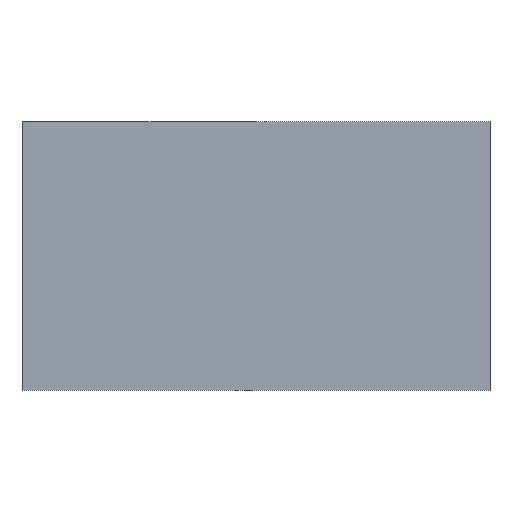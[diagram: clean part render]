
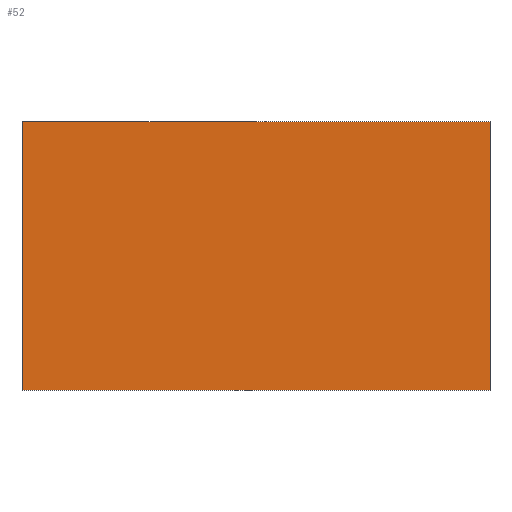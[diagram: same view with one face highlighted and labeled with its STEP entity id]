
A CAD part, front view. The second image highlights one B-rep face of the part: STEP entity #52.
In plain terms, the highlighted planar face has unit normal (0, -1, 0).
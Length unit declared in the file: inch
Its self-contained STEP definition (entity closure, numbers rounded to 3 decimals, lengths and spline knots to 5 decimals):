
#3 = VECTOR ( 'NONE', #5, 39.37008 ) ;
#5 = DIRECTION ( 'NONE',  ( 1., 0., 0. ) ) ;
#14 = EDGE_CURVE ( 'NONE', #406, #264, #416, .T. ) ;
#24 = ORIENTED_EDGE ( 'NONE', *, *, #580, .F. ) ;
#43 = CARTESIAN_POINT ( 'NONE',  ( 7.75591, 0., 0. ) ) ;
#52 = ADVANCED_FACE ( 'NONE', ( #387 ), #290, .F. ) ;
#57 = EDGE_LOOP ( 'NONE', ( #265, #326, #78, #24 ) ) ;
#77 = EDGE_CURVE ( 'NONE', #380, #636, #649, .T. ) ;
#78 = ORIENTED_EDGE ( 'NONE', *, *, #77, .F. ) ;
#106 = CARTESIAN_POINT ( 'NONE',  ( 0., 0., 4.44882 ) ) ;
#180 = DIRECTION ( 'NONE',  ( -1., 0., 0. ) ) ;
#229 = VECTOR ( 'NONE', #619, 39.37008 ) ;
#232 = CARTESIAN_POINT ( 'NONE',  ( 0., 0., 0. ) ) ;
#254 = AXIS2_PLACEMENT_3D ( 'NONE', #645, #494, #604 ) ;
#264 = VERTEX_POINT ( 'NONE', #106 ) ;
#265 = ORIENTED_EDGE ( 'NONE', *, *, #14, .F. ) ;
#290 = PLANE ( 'NONE',  #254 ) ;
#322 = VECTOR ( 'NONE', #602, 39.37008 ) ;
#326 = ORIENTED_EDGE ( 'NONE', *, *, #442, .F. ) ;
#330 = CARTESIAN_POINT ( 'NONE',  ( 0., 0., 0. ) ) ;
#380 = VERTEX_POINT ( 'NONE', #584 ) ;
#387 = FACE_OUTER_BOUND ( 'NONE', #57, .T. ) ;
#406 = VERTEX_POINT ( 'NONE', #330 ) ;
#416 = LINE ( 'NONE', #518, #229 ) ;
#442 = EDGE_CURVE ( 'NONE', #636, #406, #485, .T. ) ;
#471 = CARTESIAN_POINT ( 'NONE',  ( 0., 0., 4.44882 ) ) ;
#485 = LINE ( 'NONE', #232, #544 ) ;
#494 = DIRECTION ( 'NONE',  ( 0., 1., 0. ) ) ;
#518 = CARTESIAN_POINT ( 'NONE',  ( 0., 0., 0. ) ) ;
#525 = LINE ( 'NONE', #471, #3 ) ;
#544 = VECTOR ( 'NONE', #180, 39.37008 ) ;
#580 = EDGE_CURVE ( 'NONE', #264, #380, #525, .T. ) ;
#584 = CARTESIAN_POINT ( 'NONE',  ( 7.75591, 0., 4.44882 ) ) ;
#599 = CARTESIAN_POINT ( 'NONE',  ( 7.75591, 0., 0. ) ) ;
#602 = DIRECTION ( 'NONE',  ( 0., 0., -1. ) ) ;
#604 = DIRECTION ( 'NONE',  ( 0., 0., 1. ) ) ;
#619 = DIRECTION ( 'NONE',  ( 0., 0., 1. ) ) ;
#636 = VERTEX_POINT ( 'NONE', #43 ) ;
#645 = CARTESIAN_POINT ( 'NONE',  ( 0., 0., 0. ) ) ;
#649 = LINE ( 'NONE', #599, #322 ) ;
